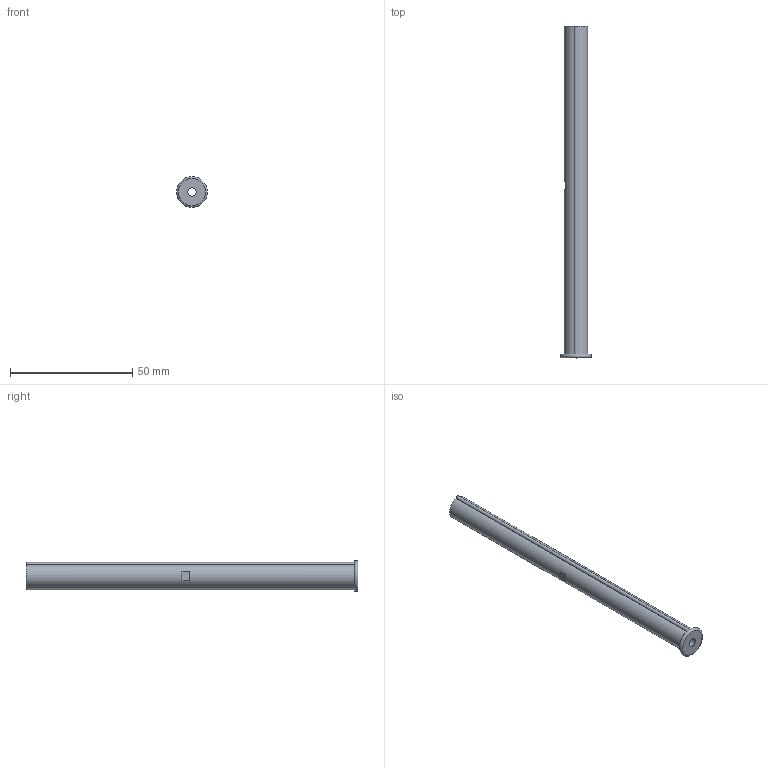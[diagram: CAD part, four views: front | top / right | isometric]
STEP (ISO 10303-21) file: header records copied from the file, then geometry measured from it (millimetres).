
FILE_DESCRIPTION(('STEP AP214'),'1');
FILE_NAME('slider_bar_vr2-revised.stp','2016-06-22T19:19:59',('SAnson'),('None'),'Spatial InterOp 3D','Cimatron E 12.0',' ');
FILE_SCHEMA(('automotive_design'));
Length unit declared in the file: inch
Products named in the file (1): 1
Bounding box: 12.7 x 135.89 x 12.7 mm (x, y, z)
Volume: 8759.1 mm3; surface area: 6042.5 mm2
Topology: 1 solids, 1 shells, 17 faces, 40 edges, 26 vertices
Faces by surface type: plane 11, cylinder 5, torus 1
Full cylindrical faces by diameter (mm): 3.454 x1
Entity records: 838 total; most frequent: DIRECTION 92, CARTESIAN_POINT 81, ORIENTED_EDGE 74, STYLED_ITEM 56, PRESENTATION_STYLE_ASSIGNMENT 56, COLOUR_RGB 56, CURVE_STYLE 38, DRAUGHTING_PRE_DEFINED_CURVE_FONT 38
